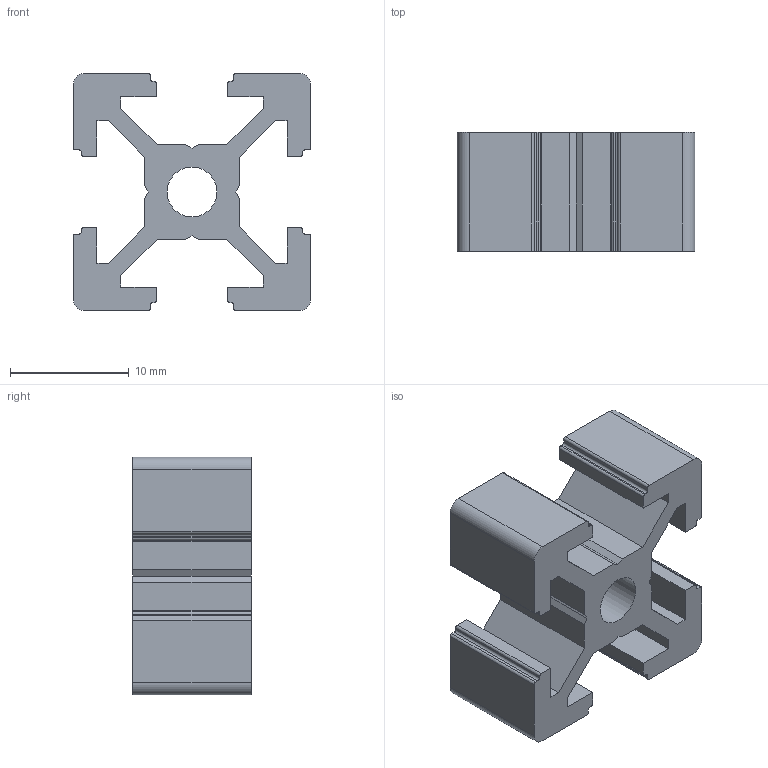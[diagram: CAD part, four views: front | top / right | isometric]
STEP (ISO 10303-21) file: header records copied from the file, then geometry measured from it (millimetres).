
FILE_DESCRIPTION(('FreeCAD Model'),'2;1');
FILE_NAME('Open CASCADE Shape Model','2021-08-01T21:41:38',('Author'),( ''),'Open CASCADE STEP processor 7.5','FreeCAD','Unknown');
FILE_SCHEMA(('AUTOMOTIVE_DESIGN { 1 0 10303 214 1 1 1 1 }'));
Length unit declared in the file: millimetre
Products named in the file (2): Body; Open CASCADE STEP translator 7.5 2.1
Assembly tree (1 placements, depth 2):
  Body
    Open CASCADE STEP translator 7.5 2.1
Bounding box: 19.99 x 10 x 20 mm (x, y, z)
Volume: 1791.2 mm3; surface area: 2075.5 mm2
Topology: 1 solids, 1 shells, 103 faces, 303 edges, 202 vertices
Faces by surface type: plane 74, cylinder 29
Full cylindrical faces by diameter (mm): 4.2 x1
Entity records: 7444 total; most frequent: CARTESIAN_POINT 1680, DIRECTION 1003, LINE 677, VECTOR 677, ORIENTED_EDGE 606, PCURVE 606, DEFINITIONAL_REPRESENTATION 606, EDGE_CURVE 303
